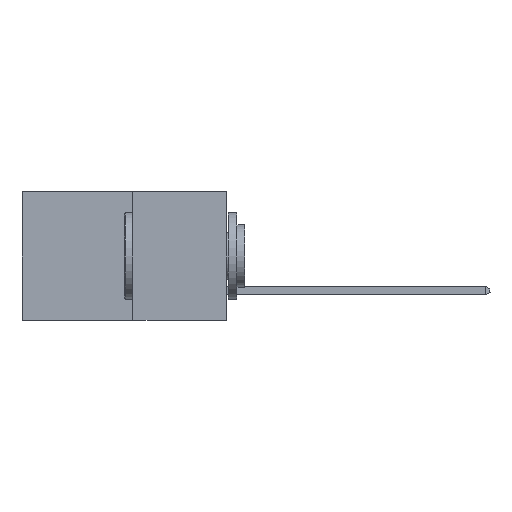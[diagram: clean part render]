
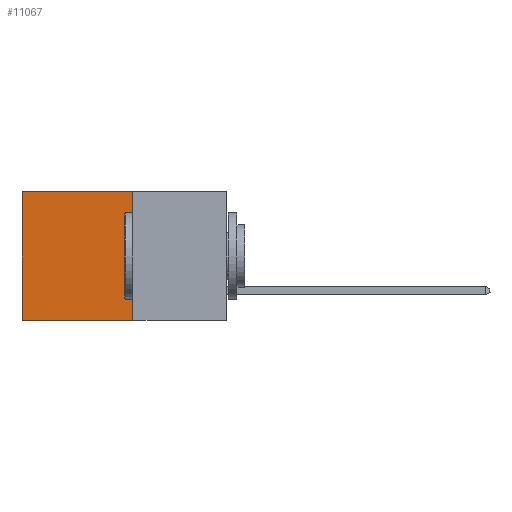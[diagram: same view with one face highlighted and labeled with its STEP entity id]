
A CAD part, left-side view. The second image highlights one B-rep face of the part: STEP entity #11067.
In plain terms, the highlighted planar face has unit normal (-1, 0, 0).
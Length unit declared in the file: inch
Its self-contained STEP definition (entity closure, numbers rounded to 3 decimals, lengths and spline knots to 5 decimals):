
#185 = EDGE_CURVE ( 'NONE', #12803, #5863, #4674, .T. ) ;
#295 = ORIENTED_EDGE ( 'NONE', *, *, #25251, .T. ) ;
#740 = DIRECTION ( 'NONE',  ( 0., 0., -1. ) ) ;
#1149 = VECTOR ( 'NONE', #8170, 39.37008 ) ;
#3347 = VERTEX_POINT ( 'NONE', #20019 ) ;
#3668 = CARTESIAN_POINT ( 'NONE',  ( 0.277, 0.27, -0.37 ) ) ;
#3672 = DIRECTION ( 'NONE',  ( 0., 1., 0. ) ) ;
#3896 = VECTOR ( 'NONE', #22916, 39.37008 ) ;
#4580 = AXIS2_PLACEMENT_3D ( 'NONE', #27794, #20335, #5406 ) ;
#4674 = LINE ( 'NONE', #23035, #3896 ) ;
#5163 = CARTESIAN_POINT ( 'NONE',  ( 0.277, 0.59, -0.37 ) ) ;
#5406 = DIRECTION ( 'NONE',  ( 0., 0., -1. ) ) ;
#5654 = CARTESIAN_POINT ( 'NONE',  ( 0.277, 0.59, -0.37 ) ) ;
#5863 = VERTEX_POINT ( 'NONE', #5163 ) ;
#7039 = VECTOR ( 'NONE', #740, 39.37008 ) ;
#7306 = EDGE_LOOP ( 'NONE', ( #14734, #30385, #15773, #295 ) ) ;
#8170 = DIRECTION ( 'NONE',  ( 0., 0., -1. ) ) ;
#9770 = VECTOR ( 'NONE', #3672, 39.37008 ) ;
#11067 = ADVANCED_FACE ( 'NONE', ( #20588 ), #17812, .F. ) ;
#12803 = VERTEX_POINT ( 'NONE', #3668 ) ;
#13225 = VERTEX_POINT ( 'NONE', #30344 ) ;
#14734 = ORIENTED_EDGE ( 'NONE', *, *, #25112, .T. ) ;
#15773 = ORIENTED_EDGE ( 'NONE', *, *, #25118, .F. ) ;
#17812 = PLANE ( 'NONE',  #4580 ) ;
#20019 = CARTESIAN_POINT ( 'NONE',  ( 0.277, 0.59, 0. ) ) ;
#20335 = DIRECTION ( 'NONE',  ( 1., 0., 0. ) ) ;
#20588 = FACE_OUTER_BOUND ( 'NONE', #7306, .T. ) ;
#21057 = LINE ( 'NONE', #5654, #1149 ) ;
#21131 = CARTESIAN_POINT ( 'NONE',  ( 0.277, 0.27, 0. ) ) ;
#22916 = DIRECTION ( 'NONE',  ( 0., 1., 0. ) ) ;
#23035 = CARTESIAN_POINT ( 'NONE',  ( 0.277, 0.27, -0.37 ) ) ;
#25112 = EDGE_CURVE ( 'NONE', #3347, #5863, #21057, .T. ) ;
#25118 = EDGE_CURVE ( 'NONE', #13225, #12803, #26952, .T. ) ;
#25251 = EDGE_CURVE ( 'NONE', #13225, #3347, #29730, .T. ) ;
#26952 = LINE ( 'NONE', #30728, #7039 ) ;
#27794 = CARTESIAN_POINT ( 'NONE',  ( 0.277, 0.27, -0.37 ) ) ;
#29730 = LINE ( 'NONE', #21131, #9770 ) ;
#30344 = CARTESIAN_POINT ( 'NONE',  ( 0.277, 0.27, 0. ) ) ;
#30385 = ORIENTED_EDGE ( 'NONE', *, *, #185, .F. ) ;
#30728 = CARTESIAN_POINT ( 'NONE',  ( 0.277, 0.27, -0.37 ) ) ;
